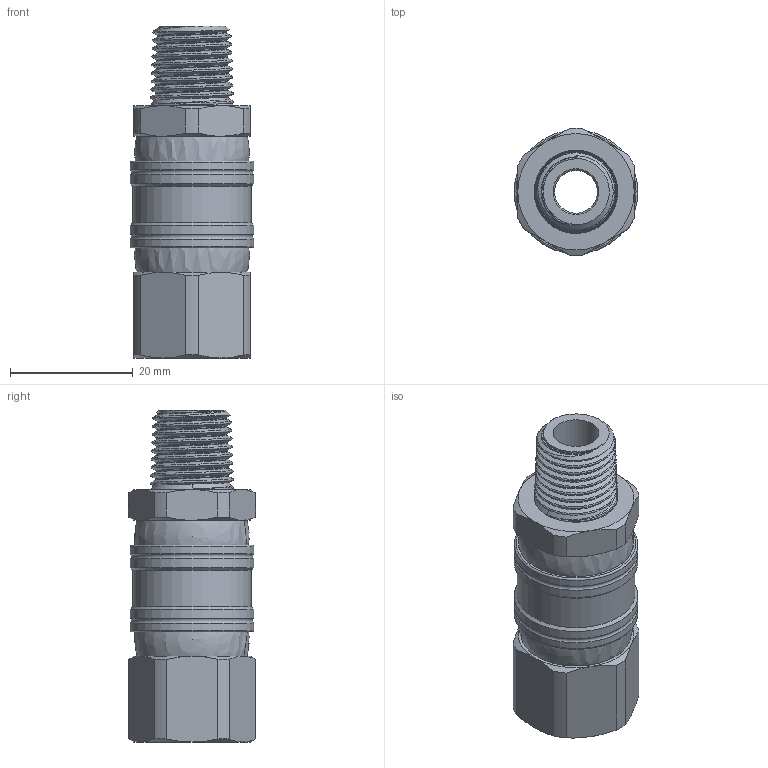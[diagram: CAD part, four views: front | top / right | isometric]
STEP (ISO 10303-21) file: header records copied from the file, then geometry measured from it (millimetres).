
FILE_DESCRIPTION(/* description */ ('STEP AP203'),/* implementation_level */ '2;1');
FILE_NAME(/* name */ 'FA13A13ISPN.stp',/* time_stamp */ '2018-11-19T07:55:27+01:00',/* author */ ('IA176480'),/* organization */ (''),/* preprocessor_version */ 'ST-DEVELOPER v16.5',/* originating_system */ 'Autodesk Inventor 2017',/* authorisation */ '');
FILE_SCHEMA (('AUTOMOTIVE_DESIGN { 1 0 10303 214 3 1 1 }'));
Length unit declared in the file: millimetre
Products named in the file (8): NFAG2F-2M; 019201520192
\X0\C; NFA-G2F; NFA-2M; Y‚Ï‚Á‚«‚ñ; ‚è‚ñ‚®S; 2.5Ž~‚ßƒlƒW; ƒ{[ƒ‹
Assembly tree (44 placements, depth 2):
  NFAG2F-2M
  019201520192
\X0\C
    NFA-G2F
    NFA-2M
    Y‚Ï‚Á‚«‚ñ  x2
    ‚è‚ñ‚®S
    2.5Ž~‚ßƒlƒW  x2
    ƒ{[ƒ‹  x36
Bounding box: 20.2 x 20.79 x 54.2 mm (x, y, z)
Volume: 9152 mm3; surface area: 10905.6 mm2
Topology: 44 solids, 44 shells, 273 faces, 683 edges, 444 vertices
Faces by surface type: cylinder 68, plane 58, cone 53, bspline 46, sphere 40, torus 8
Full cylindrical faces by diameter (mm): 7 x1, 7.5 x2, 9.1 x1, 10 x2, 10.088 x1, 12.525 x2, 12.7 x4, 15.494 x2, 16 x4, 17.5 x1, 18.8 x2, 19.3 x1, 20.2 x4
Entity records: 27621 total; most frequent: CARTESIAN_POINT 23069, ORIENTED_EDGE 870, DIRECTION 828, EDGE_CURVE 435, AXIS2_PLACEMENT_3D 385, VERTEX_POINT 308, EDGE_LOOP 297, ADVANCED_FACE 212
